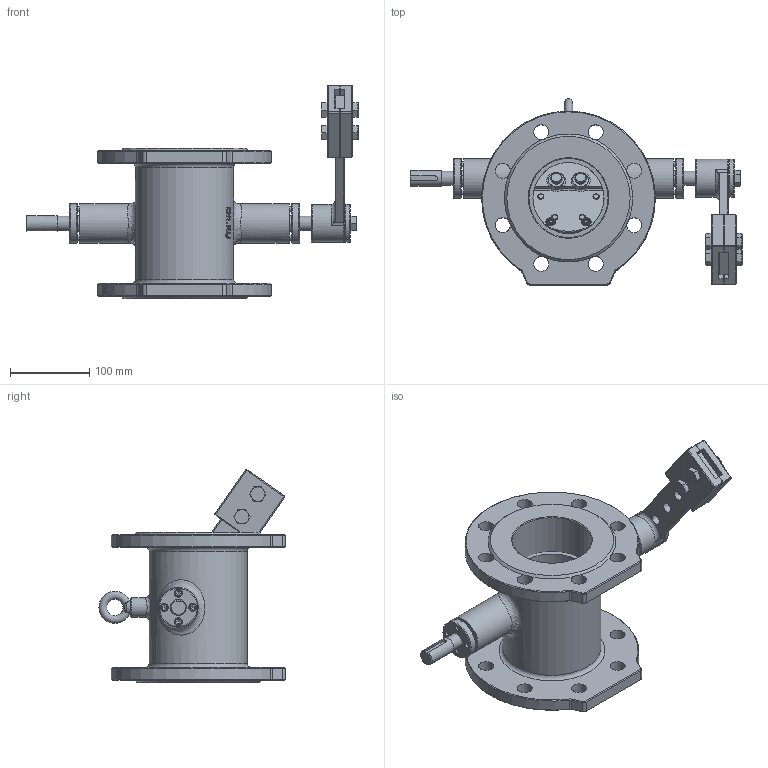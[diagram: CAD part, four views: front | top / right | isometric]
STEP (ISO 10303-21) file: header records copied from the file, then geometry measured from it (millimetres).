
FILE_DESCRIPTION(/* description */ (''),/* implementation_level */ '2;1');
FILE_NAME(/* name */ 'DN100_3D_STEP.stp',/* time_stamp */ '2025-10-02T00:01:17+03:00',/* author */ ('igorr'),/* organization */ (''),/* preprocessor_version */ 'ST-DEVELOPER v20',/* originating_system */ 'Autodesk Inventor 2025',/* authorisation */ '');
FILE_SCHEMA (('AUTOMOTIVE_DESIGN { 1 0 10303 214 3 1 1 }'));
Length unit declared in the file: millimetre
Products named in the file (7): Сборка1; Деталь1; AS 1110 - M12 x 20; AS 1420 - 1973 - M6 x 10; ANSI B18.15.1M - M8x13; Деталь2; AS 1110 - M8 x 12
Assembly tree (24 placements, depth 2):
  Сборка1
    Деталь1
    AS 1110 - M12 x 20  x5
    AS 1420 - 1973 - M6 x 10  x8
    ANSI B18.15.1M - M8x13
    Деталь2
    AS 1110 - M8 x 12  x8
Bounding box: 420 x 235.6 x 269.5 mm (x, y, z)
Volume: 2472797.9 mm3; surface area: 436049 mm2
Topology: 26 solids, 26 shells, 787 faces, 1825 edges, 1133 vertices
Faces by surface type: plane 399, cylinder 165, cone 135, torus 46, bspline 30, sphere 12
Full cylindrical faces by diameter (mm): 5 x2, 6 x8, 6.5 x1, 8 x17, 9 x8, 10 x10, 12 x5, 13 x15, 15 x2, 18 x9, 19 x16, 20 x7, 25 x1, 35 x1, 48 x2, 50 x4, 90 x2, 100 x1, 102 x1, 124 x1
Entity records: 14507 total; most frequent: CARTESIAN_POINT 3904, DIRECTION 2143, ORIENTED_EDGE 2018, EDGE_CURVE 1009, AXIS2_PLACEMENT_3D 866, VERTEX_POINT 635, EDGE_LOOP 514, CIRCLE 430
